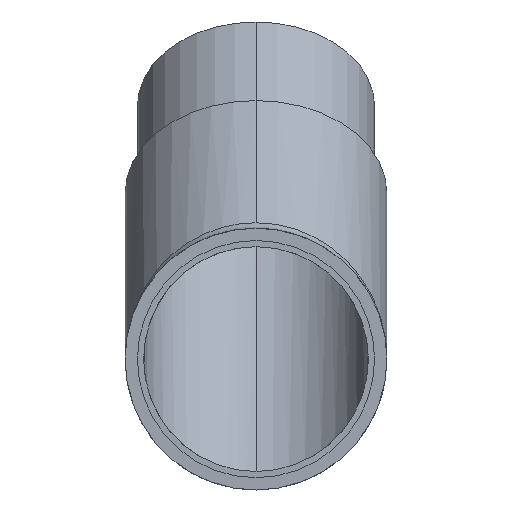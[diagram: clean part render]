
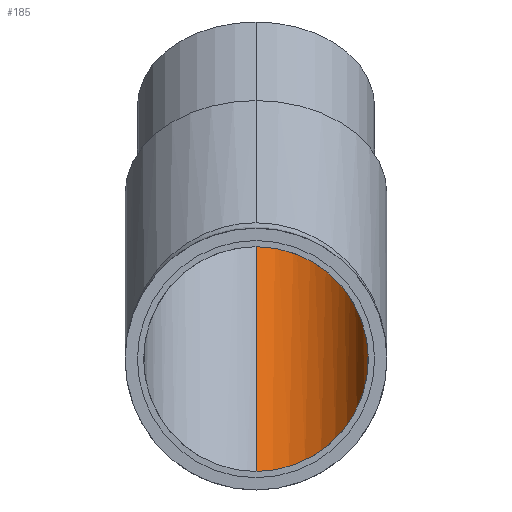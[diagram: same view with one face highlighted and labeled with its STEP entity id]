
A CAD part, left-side view. The second image highlights one B-rep face of the part: STEP entity #185.
In plain terms, the highlighted cylindrical face has radius 18.2 mm (diameter 36.4 mm), a partial arc.
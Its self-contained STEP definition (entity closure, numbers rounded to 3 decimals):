
#13 = VERTEX_POINT ( 'NONE', #929 ) ;
#44 = CARTESIAN_POINT ( 'NONE',  ( 7.539, -36.4, -18.2 ) ) ;
#78 = EDGE_CURVE ( 'NONE', #1004, #226, #963, .T. ) ;
#90 = EDGE_CURVE ( 'NONE', #1004, #13, #259, .T. ) ;
#91 = CARTESIAN_POINT ( 'NONE',  ( 39.739, 0., 14.001 ) ) ;
#110 = EDGE_LOOP ( 'NONE', ( #626, #594, #841, #412 ) ) ;
#181 = DIRECTION ( 'NONE',  ( -0.707, 0., -0.707 ) ) ;
#185 = ADVANCED_FACE ( 'NONE', ( #584 ), #280, .F. ) ;
#213 = CARTESIAN_POINT ( 'NONE',  ( 7.539, 0., -18.2 ) ) ;
#225 = EDGE_CURVE ( 'NONE', #226, #429, #990, .T. ) ;
#226 = VERTEX_POINT ( 'NONE', #390 ) ;
#259 = LINE ( 'NONE', #457, #1184 ) ;
#280 = CYLINDRICAL_SURFACE ( 'NONE', #611, 18.2 ) ;
#282 = EDGE_CURVE ( 'NONE', #429, #13, #1044, .T. ) ;
#390 = CARTESIAN_POINT ( 'NONE',  ( 53.882, 0., 28.143 ) ) ;
#412 = ORIENTED_EDGE ( 'NONE', *, *, #90, .F. ) ;
#429 = VERTEX_POINT ( 'NONE', #213 ) ;
#432 = DIRECTION ( 'NONE',  ( 0.707, 0., -0.707 ) ) ;
#436 = CARTESIAN_POINT ( 'NONE',  ( -7.539, -36.4, 18.2 ) ) ;
#452 = DIRECTION ( 'NONE',  ( -0.707, 0., -0.707 ) ) ;
#457 = CARTESIAN_POINT ( 'NONE',  ( 14.001, 0., 39.739 ) ) ;
#584 = FACE_OUTER_BOUND ( 'NONE', #110, .T. ) ;
#594 = ORIENTED_EDGE ( 'NONE', *, *, #225, .T. ) ;
#597 = DIRECTION ( 'NONE',  ( -0.707, 0., 0.707 ) ) ;
#604 = CARTESIAN_POINT ( 'NONE',  ( 26.87, 0., 26.87 ) ) ;
#611 = AXIS2_PLACEMENT_3D ( 'NONE', #604, #1274, #597 ) ;
#624 = CARTESIAN_POINT ( 'NONE',  ( 7.539, 0., -18.2 ) ) ;
#626 = ORIENTED_EDGE ( 'NONE', *, *, #78, .T. ) ;
#651 = CARTESIAN_POINT ( 'NONE',  ( 41.012, 0., 41.012 ) ) ;
#719 = CARTESIAN_POINT ( 'NONE',  ( 28.143, 0., 53.882 ) ) ;
#778 = VECTOR ( 'NONE', #181, 1000. ) ;
#832 = DIRECTION ( 'NONE',  ( 0.707, 0., 0.707 ) ) ;
#841 = ORIENTED_EDGE ( 'NONE', *, *, #282, .T. ) ;
#921 = CARTESIAN_POINT ( 'NONE',  ( -7.539, 0., 18.2 ) ) ;
#929 = CARTESIAN_POINT ( 'NONE',  ( -7.539, 0., 18.2 ) ) ;
#963 = CIRCLE ( 'NONE', #1042, 18.2 ) ;
#990 = LINE ( 'NONE', #91, #778 ) ;
#1004 = VERTEX_POINT ( 'NONE', #719 ) ;
#1042 = AXIS2_PLACEMENT_3D ( 'NONE', #651, #832, #432 ) ;
#1044 =( BOUNDED_CURVE ( )  B_SPLINE_CURVE ( 3, ( #624, #44, #436, #921 ),
 .UNSPECIFIED., .F., .T. ) 
 B_SPLINE_CURVE_WITH_KNOTS ( ( 4, 4 ),
 ( 3.142, 6.283 ),
 .UNSPECIFIED. ) 
 CURVE ( )  GEOMETRIC_REPRESENTATION_ITEM ( )  RATIONAL_B_SPLINE_CURVE ( ( 1., 0.333, 0.333, 1. ) ) 
 REPRESENTATION_ITEM ( '' )  );
#1184 = VECTOR ( 'NONE', #452, 1000. ) ;
#1274 = DIRECTION ( 'NONE',  ( -0.707, 0., -0.707 ) ) ;
